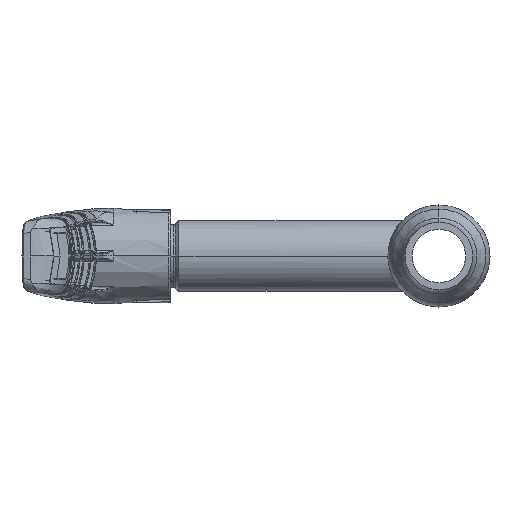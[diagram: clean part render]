
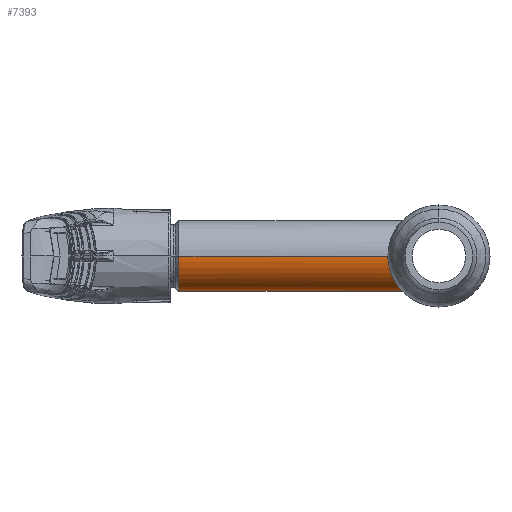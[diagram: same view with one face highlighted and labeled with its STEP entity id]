
A CAD part, left-side view. The second image highlights one B-rep face of the part: STEP entity #7393.
In plain terms, the highlighted cylindrical face has radius 9 mm (diameter 18 mm), a partial arc.
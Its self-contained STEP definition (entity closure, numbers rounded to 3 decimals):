
#1077 = DIRECTION ( 'NONE',  ( 0., -1., 0. ) ) ;
#3305 = CARTESIAN_POINT ( 'NONE',  ( 9., 0., 0. ) ) ;
#4317 = CARTESIAN_POINT ( 'NONE',  ( 9., 13., -0.304 ) ) ;
#4526 = CARTESIAN_POINT ( 'NONE',  ( -5.945, 11.101, -6.781 ) ) ;
#4720 = CARTESIAN_POINT ( 'NONE',  ( 1.214, 9.441, -8.938 ) ) ;
#7393 = ADVANCED_FACE ( 'NONE', ( #59270 ), #46803, .T. ) ;
#8690 = DIRECTION ( 'NONE',  ( 0., -1., 0. ) ) ;
#9072 = CARTESIAN_POINT ( 'NONE',  ( 8.923, 12.947, -1.216 ) ) ;
#10459 = VECTOR ( 'NONE', #8690, 1000. ) ;
#10956 = CARTESIAN_POINT ( 'NONE',  ( 0., 0., 0. ) ) ;
#11403 = EDGE_CURVE ( 'NONE', #38509, #30512, #26753, .T. ) ;
#14066 = CARTESIAN_POINT ( 'NONE',  ( 8.985, 12.989, -0.608 ) ) ;
#14283 = CARTESIAN_POINT ( 'NONE',  ( 7.749, 12.167, -4.586 ) ) ;
#14490 = CARTESIAN_POINT ( 'NONE',  ( 0.61, 9.38, -9. ) ) ;
#14917 = CARTESIAN_POINT ( 'NONE',  ( 8.876, 12.914, -1.521 ) ) ;
#15801 = VECTOR ( 'NONE', #1077, 1000. ) ;
#17203 = EDGE_CURVE ( 'NONE', #63686, #25878, #25886, .T. ) ;
#18339 = ORIENTED_EDGE ( 'NONE', *, *, #11403, .T. ) ;
#18688 = B_SPLINE_CURVE_WITH_KNOTS ( 'NONE', 3,
 ( #34837, #4317, #14066, #9072, #14917, #39362, #24678, #48652, #19034, #14283, #48867, #58888, #53666, #43883, #24034, #19259, #53875, #54310, #24465, #49289, #24248, #34177, #19686, #59303, #34609, #4720, #14490, #44526, #19470, #64318, #58665, #44316, #49517, #59096, #29451, #64094, #54514, #63878, #4526, #29020, #33954, #59943, #26844, #44947, #60153, #30283, #55374, #20322 ),
 .UNSPECIFIED., .F., .F.,
 ( 4, 2, 2, 2, 2, 2, 2, 2, 2, 2, 2, 2, 2, 2, 2, 2, 2, 2, 2, 2, 2, 2, 2, 4 ),
 ( 0.029, 0.03, 0.031, 0.033, 0.034, 0.035, 0.036, 0.036, 0.038, 0.039, 0.04, 0.041, 0.042, 0.044, 0.045, 0.046, 0.047, 0.047, 0.049, 0.051, 0.053, 0.055, 0.057, 0.058 ),
 .UNSPECIFIED. ) ;
#19034 = CARTESIAN_POINT ( 'NONE',  ( 8.031, 12.348, -4.073 ) ) ;
#19259 = CARTESIAN_POINT ( 'NONE',  ( 5.931, 11.094, -6.793 ) ) ;
#19470 = CARTESIAN_POINT ( 'NONE',  ( -0.624, 9.397, -8.983 ) ) ;
#19686 = CARTESIAN_POINT ( 'NONE',  ( 2.961, 9.833, -8.504 ) ) ;
#20322 = CARTESIAN_POINT ( 'NONE',  ( -9., 13., 0. ) ) ;
#21296 = CARTESIAN_POINT ( 'NONE',  ( 9., 66.219, 0. ) ) ;
#22018 = EDGE_CURVE ( 'NONE', #63686, #38509, #49143, .T. ) ;
#24034 = CARTESIAN_POINT ( 'NONE',  ( 6.537, 11.433, -6.193 ) ) ;
#24248 = CARTESIAN_POINT ( 'NONE',  ( 3.77, 10.107, -8.177 ) ) ;
#24465 = CARTESIAN_POINT ( 'NONE',  ( 4.538, 10.418, -7.778 ) ) ;
#24678 = CARTESIAN_POINT ( 'NONE',  ( 8.512, 12.666, -2.985 ) ) ;
#25177 = CARTESIAN_POINT ( 'NONE',  ( -9., 66.219, 0. ) ) ;
#25878 = VERTEX_POINT ( 'NONE', #59773 ) ;
#25886 = LINE ( 'NONE', #38974, #15801 ) ;
#25911 = DIRECTION ( 'NONE',  ( 0., -1., 0. ) ) ;
#26753 = LINE ( 'NONE', #3305, #10459 ) ;
#26844 = CARTESIAN_POINT ( 'NONE',  ( -8.046, 12.358, -4.075 ) ) ;
#26850 = DIRECTION ( 'NONE',  ( -1., 0., 0. ) ) ;
#29020 = CARTESIAN_POINT ( 'NONE',  ( -6.75, 11.552, -5.98 ) ) ;
#29152 = DIRECTION ( 'NONE',  ( -1., 0., 0. ) ) ;
#29451 = CARTESIAN_POINT ( 'NONE',  ( -3.252, 9.925, -8.397 ) ) ;
#30283 = CARTESIAN_POINT ( 'NONE',  ( -8.937, 12.956, -1.224 ) ) ;
#30298 = EDGE_CURVE ( 'NONE', #30512, #25878, #18688, .T. ) ;
#30512 = VERTEX_POINT ( 'NONE', #56691 ) ;
#31197 = EDGE_LOOP ( 'NONE', ( #44887, #18339, #34744, #40385 ) ) ;
#31386 = AXIS2_PLACEMENT_3D ( 'NONE', #10956, #25911, #29152 ) ;
#33954 = CARTESIAN_POINT ( 'NONE',  ( -7.121, 11.775, -5.534 ) ) ;
#34177 = CARTESIAN_POINT ( 'NONE',  ( 3.235, 9.92, -8.403 ) ) ;
#34609 = CARTESIAN_POINT ( 'NONE',  ( 2.103, 9.609, -8.756 ) ) ;
#34744 = ORIENTED_EDGE ( 'NONE', *, *, #30298, .T. ) ;
#34837 = CARTESIAN_POINT ( 'NONE',  ( 9., 13., 0. ) ) ;
#36363 = CARTESIAN_POINT ( 'NONE',  ( 0., 66.219, 0. ) ) ;
#38509 = VERTEX_POINT ( 'NONE', #21296 ) ;
#38974 = CARTESIAN_POINT ( 'NONE',  ( -9., 0., 0. ) ) ;
#39362 = CARTESIAN_POINT ( 'NONE',  ( 8.691, 12.788, -2.414 ) ) ;
#40385 = ORIENTED_EDGE ( 'NONE', *, *, #17203, .F. ) ;
#43883 = CARTESIAN_POINT ( 'NONE',  ( 6.731, 11.545, -5.981 ) ) ;
#44316 = CARTESIAN_POINT ( 'NONE',  ( -2.118, 9.613, -8.752 ) ) ;
#44526 = CARTESIAN_POINT ( 'NONE',  ( -0.315, 9.381, -9. ) ) ;
#44887 = ORIENTED_EDGE ( 'NONE', *, *, #22018, .T. ) ;
#44947 = CARTESIAN_POINT ( 'NONE',  ( -8.509, 12.664, -2.992 ) ) ;
#46803 = CYLINDRICAL_SURFACE ( 'NONE', #31386, 9. ) ;
#47785 = DIRECTION ( 'NONE',  ( 0., -1., 0. ) ) ;
#48652 = CARTESIAN_POINT ( 'NONE',  ( 8.161, 12.434, -3.806 ) ) ;
#48867 = CARTESIAN_POINT ( 'NONE',  ( 7.598, 12.071, -4.833 ) ) ;
#49143 = CIRCLE ( 'NONE', #63042, 9. ) ;
#49289 = CARTESIAN_POINT ( 'NONE',  ( 4.03, 10.207, -8.052 ) ) ;
#49517 = CARTESIAN_POINT ( 'NONE',  ( -2.411, 9.682, -8.676 ) ) ;
#53666 = CARTESIAN_POINT ( 'NONE',  ( 7.099, 11.764, -5.539 ) ) ;
#53875 = CARTESIAN_POINT ( 'NONE',  ( 5.495, 10.864, -7.151 ) ) ;
#54310 = CARTESIAN_POINT ( 'NONE',  ( 4.785, 10.529, -7.628 ) ) ;
#54514 = CARTESIAN_POINT ( 'NONE',  ( -4.557, 10.421, -7.782 ) ) ;
#55374 = CARTESIAN_POINT ( 'NONE',  ( -9., 13., -0.617 ) ) ;
#56691 = CARTESIAN_POINT ( 'NONE',  ( 9., 13., 0. ) ) ;
#58665 = CARTESIAN_POINT ( 'NONE',  ( -1.528, 9.5, -8.874 ) ) ;
#58888 = CARTESIAN_POINT ( 'NONE',  ( 7.273, 11.869, -5.31 ) ) ;
#59096 = CARTESIAN_POINT ( 'NONE',  ( -2.978, 9.838, -8.498 ) ) ;
#59270 = FACE_OUTER_BOUND ( 'NONE', #31197, .T. ) ;
#59303 = CARTESIAN_POINT ( 'NONE',  ( 2.396, 9.678, -8.68 ) ) ;
#59773 = CARTESIAN_POINT ( 'NONE',  ( -9., 13., 0. ) ) ;
#59943 = CARTESIAN_POINT ( 'NONE',  ( -7.768, 12.177, -4.582 ) ) ;
#60153 = CARTESIAN_POINT ( 'NONE',  ( -8.693, 12.789, -2.408 ) ) ;
#63042 = AXIS2_PLACEMENT_3D ( 'NONE', #36363, #47785, #26850 ) ;
#63686 = VERTEX_POINT ( 'NONE', #25177 ) ;
#63878 = CARTESIAN_POINT ( 'NONE',  ( -5.508, 10.87, -7.141 ) ) ;
#64094 = CARTESIAN_POINT ( 'NONE',  ( -4.053, 10.207, -8.057 ) ) ;
#64318 = CARTESIAN_POINT ( 'NONE',  ( -1.229, 9.456, -8.921 ) ) ;
